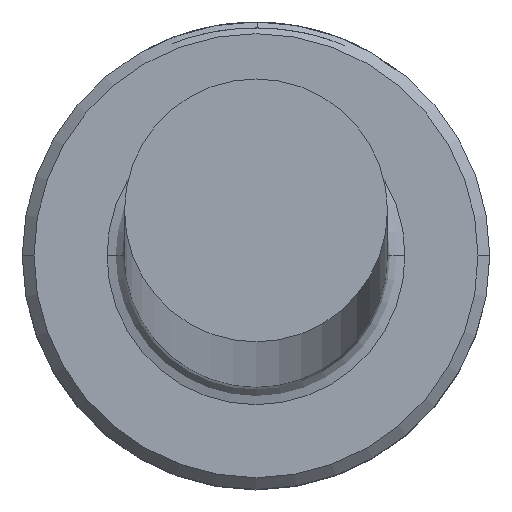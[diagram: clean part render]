
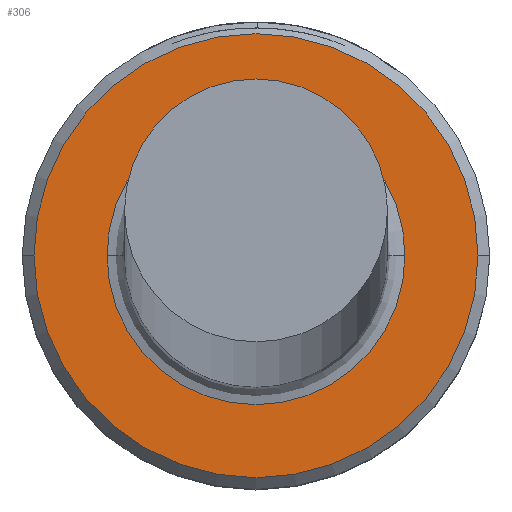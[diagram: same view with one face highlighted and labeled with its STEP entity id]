
A CAD part, top view. The second image highlights one B-rep face of the part: STEP entity #306.
In plain terms, the highlighted planar face has unit normal (0, 0, 1).
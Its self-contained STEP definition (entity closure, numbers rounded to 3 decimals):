
#4 = AXIS2_PLACEMENT_3D ( 'NONE', #247, #878, #340 ) ;
#11 = DIRECTION ( 'NONE',  ( 1., 0., 0. ) ) ;
#17 = DIRECTION ( 'NONE',  ( 0., 0., 1. ) ) ;
#44 = ORIENTED_EDGE ( 'NONE', *, *, #894, .T. ) ;
#73 = EDGE_LOOP ( 'NONE', ( #766, #451 ) ) ;
#109 = DIRECTION ( 'NONE',  ( 1., 0., 0. ) ) ;
#115 = CARTESIAN_POINT ( 'NONE',  ( 0., 0., 6. ) ) ;
#145 = AXIS2_PLACEMENT_3D ( 'NONE', #1065, #544, #1157 ) ;
#193 = DIRECTION ( 'NONE',  ( 0., 0., 1. ) ) ;
#197 = CARTESIAN_POINT ( 'NONE',  ( -3.8, 0., 6. ) ) ;
#198 = CIRCLE ( 'NONE', #4, 2.55 ) ;
#209 = CIRCLE ( 'NONE', #791, 3.8 ) ;
#247 = CARTESIAN_POINT ( 'NONE',  ( 0., 0., 6. ) ) ;
#279 = CARTESIAN_POINT ( 'NONE',  ( 0., 0., 6. ) ) ;
#306 = ADVANCED_FACE ( 'NONE', ( #842, #1077 ), #383, .T. ) ;
#314 = VERTEX_POINT ( 'NONE', #197 ) ;
#340 = DIRECTION ( 'NONE',  ( -1., 0., 0. ) ) ;
#353 = EDGE_CURVE ( 'NONE', #1084, #314, #407, .T. ) ;
#383 = PLANE ( 'NONE',  #1029 ) ;
#398 = VERTEX_POINT ( 'NONE', #805 ) ;
#407 = CIRCLE ( 'NONE', #1089, 3.8 ) ;
#416 = CARTESIAN_POINT ( 'NONE',  ( 3.8, 0., 6. ) ) ;
#451 = ORIENTED_EDGE ( 'NONE', *, *, #353, .T. ) ;
#491 = VERTEX_POINT ( 'NONE', #500 ) ;
#500 = CARTESIAN_POINT ( 'NONE',  ( -2.55, 0., 6. ) ) ;
#544 = DIRECTION ( 'NONE',  ( 0., 0., -1. ) ) ;
#556 = DIRECTION ( 'NONE',  ( 1., 0., 0. ) ) ;
#562 = DIRECTION ( 'NONE',  ( 0., 0., 1. ) ) ;
#600 = EDGE_CURVE ( 'NONE', #314, #1084, #209, .T. ) ;
#630 = EDGE_LOOP ( 'NONE', ( #44, #879 ) ) ;
#644 = CARTESIAN_POINT ( 'NONE',  ( 0., 0., 6. ) ) ;
#766 = ORIENTED_EDGE ( 'NONE', *, *, #600, .T. ) ;
#786 = EDGE_CURVE ( 'NONE', #398, #491, #198, .T. ) ;
#791 = AXIS2_PLACEMENT_3D ( 'NONE', #279, #193, #109 ) ;
#805 = CARTESIAN_POINT ( 'NONE',  ( 2.55, 0., 6. ) ) ;
#842 = FACE_OUTER_BOUND ( 'NONE', #73, .T. ) ;
#878 = DIRECTION ( 'NONE',  ( 0., 0., -1. ) ) ;
#879 = ORIENTED_EDGE ( 'NONE', *, *, #786, .T. ) ;
#894 = EDGE_CURVE ( 'NONE', #491, #398, #1082, .T. ) ;
#1029 = AXIS2_PLACEMENT_3D ( 'NONE', #115, #17, #11 ) ;
#1065 = CARTESIAN_POINT ( 'NONE',  ( 0., 0., 6. ) ) ;
#1077 = FACE_BOUND ( 'NONE', #630, .T. ) ;
#1082 = CIRCLE ( 'NONE', #145, 2.55 ) ;
#1084 = VERTEX_POINT ( 'NONE', #416 ) ;
#1089 = AXIS2_PLACEMENT_3D ( 'NONE', #644, #562, #556 ) ;
#1157 = DIRECTION ( 'NONE',  ( -1., 0., 0. ) ) ;
